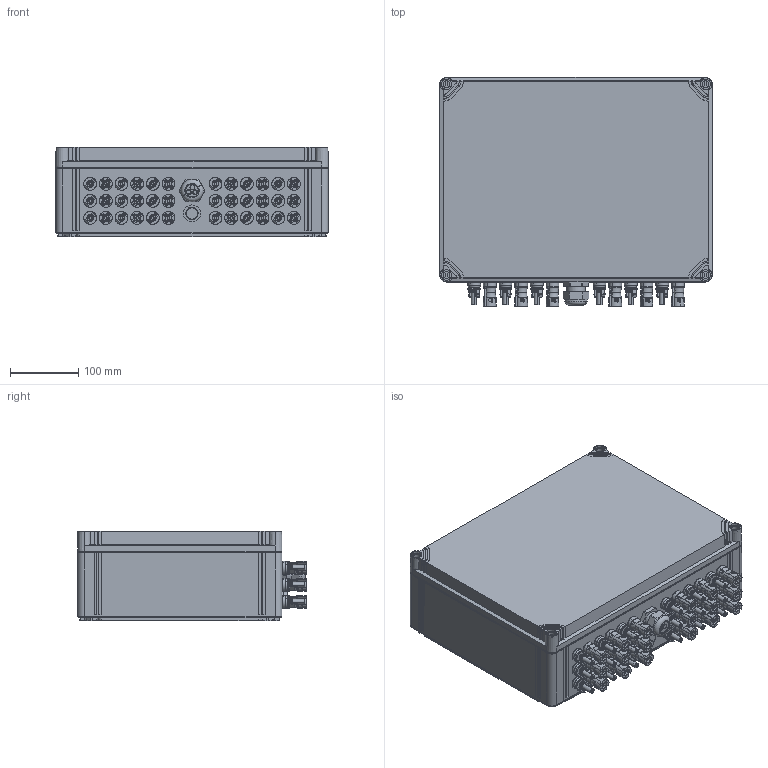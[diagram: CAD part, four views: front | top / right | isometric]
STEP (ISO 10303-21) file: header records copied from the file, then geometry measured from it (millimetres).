
FILE_DESCRIPTION(('CATIA V5 STEP Exchange','CAx-IF Rec.Pracs.--- Model Styling and Organization---1.5--- 2016-08-15','CAx-IF Rec.Pracs.---Supplemental Geometry---1.0---2011-11-01','CAx-IF Rec.Pracs.--- Composite Materials ---1.1---2010-07-15'),'2;1');
FILE_NAME ('D1655736_0', '2025-05-06T08:11:36+00:00', ('none'), ('Weidmueller'), 'CATIA Version 5-6 Release 2022 SP4 HF5', 'CATIA V5 STEP AP214 v3', 'none');
FILE_SCHEMA(('AUTOMOTIVE_DESIGN { 1 0 10303 214 1 1 1 1 }'));
Products named in the file (1): S3D_PVN_DC_3I_3O_3MPP_SPD1R_EVO
Bounding box: 400 x 336.02 x 132 mm (x, y, z)
Volume: 15582301.3 mm3; surface area: 551424.5 mm2
Topology: 1 solids, 1 shells, 3196 faces, 10236 edges, 7278 vertices
Faces by surface type: plane 1338, cylinder 1018, torus 402, bspline 322, cone 68, extrusion 48
Entity records: 142934 total; most frequent: CARTESIAN_POINT 57571, ORIENTED_EDGE 20472, DIRECTION 11558, EDGE_CURVE 10236, VERTEX_POINT 7278, AXIS2_PLACEMENT_3D 5410, VECTOR 3821, LINE 3773
